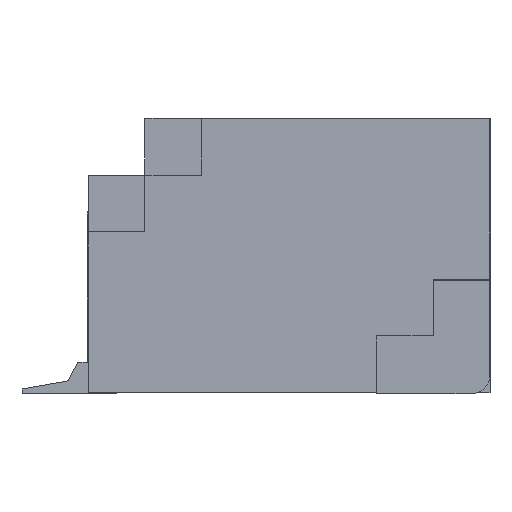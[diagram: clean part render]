
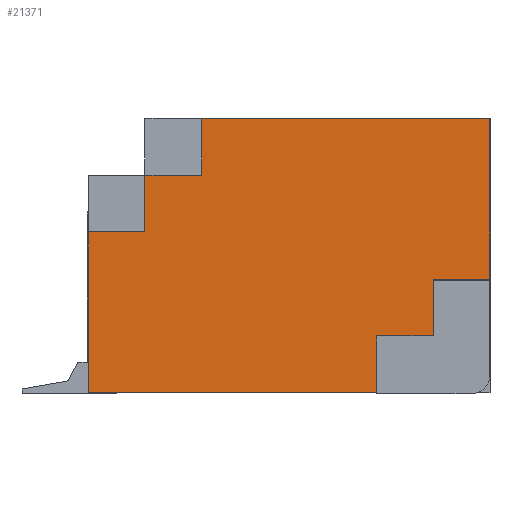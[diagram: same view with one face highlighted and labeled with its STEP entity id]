
A CAD part, left-side view. The second image highlights one B-rep face of the part: STEP entity #21371.
In plain terms, the highlighted planar face has unit normal (-1, 0, 0).
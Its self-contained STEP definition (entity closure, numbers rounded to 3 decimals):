
#338 = CARTESIAN_POINT ( 'NONE',  ( -1.5, -2.125, 1.2 ) ) ;
#388 = DIRECTION ( 'NONE',  ( 0., 0., -1. ) ) ;
#712 = VERTEX_POINT ( 'NONE', #19399 ) ;
#1142 = ORIENTED_EDGE ( 'NONE', *, *, #5605, .T. ) ;
#1683 = CARTESIAN_POINT ( 'NONE',  ( -1.5, 0.925, 2.3 ) ) ;
#2011 = CARTESIAN_POINT ( 'NONE',  ( -1.5, -2.125, 2.9 ) ) ;
#2082 = VECTOR ( 'NONE', #21298, 1000. ) ;
#2150 = CARTESIAN_POINT ( 'NONE',  ( -1.5, 2.125, 0. ) ) ;
#2513 = DIRECTION ( 'NONE',  ( 0., 0., 1. ) ) ;
#2651 = VERTEX_POINT ( 'NONE', #5999 ) ;
#2661 = ORIENTED_EDGE ( 'NONE', *, *, #18780, .F. ) ;
#3331 = LINE ( 'NONE', #10753, #17899 ) ;
#3628 = DIRECTION ( 'NONE',  ( 0., -1., 0. ) ) ;
#3744 = EDGE_CURVE ( 'NONE', #4315, #12332, #10317, .T. ) ;
#3933 = CARTESIAN_POINT ( 'NONE',  ( -1.5, 2.125, 2.9 ) ) ;
#4244 = ORIENTED_EDGE ( 'NONE', *, *, #11833, .F. ) ;
#4315 = VERTEX_POINT ( 'NONE', #24899 ) ;
#4662 = VERTEX_POINT ( 'NONE', #2011 ) ;
#4985 = VECTOR ( 'NONE', #23595, 1000. ) ;
#5334 = CARTESIAN_POINT ( 'NONE',  ( -1.5, -0.925, 0.6 ) ) ;
#5605 = EDGE_CURVE ( 'NONE', #18474, #5943, #11790, .T. ) ;
#5826 = LINE ( 'NONE', #13566, #2082 ) ;
#5943 = VERTEX_POINT ( 'NONE', #19108 ) ;
#5999 = CARTESIAN_POINT ( 'NONE',  ( -1.5, 0.925, 2.3 ) ) ;
#6037 = DIRECTION ( 'NONE',  ( 0., 1., 0. ) ) ;
#6111 = EDGE_CURVE ( 'NONE', #712, #18474, #11953, .T. ) ;
#6531 = AXIS2_PLACEMENT_3D ( 'NONE', #22048, #10534, #19764 ) ;
#6668 = EDGE_CURVE ( 'NONE', #12332, #18394, #7035, .T. ) ;
#7035 = LINE ( 'NONE', #14785, #11676 ) ;
#7380 = LINE ( 'NONE', #1683, #15364 ) ;
#7780 = ORIENTED_EDGE ( 'NONE', *, *, #14436, .F. ) ;
#8047 = ORIENTED_EDGE ( 'NONE', *, *, #6111, .T. ) ;
#8229 = EDGE_CURVE ( 'NONE', #10471, #4315, #17449, .T. ) ;
#8768 = ORIENTED_EDGE ( 'NONE', *, *, #8229, .F. ) ;
#9304 = DIRECTION ( 'NONE',  ( 0., -1., 0. ) ) ;
#9431 = DIRECTION ( 'NONE',  ( 0., 0., 1. ) ) ;
#9591 = CARTESIAN_POINT ( 'NONE',  ( -1.5, 2.125, 0. ) ) ;
#9635 = VECTOR ( 'NONE', #2513, 1000. ) ;
#10286 = VECTOR ( 'NONE', #19060, 1000. ) ;
#10317 = LINE ( 'NONE', #12319, #4985 ) ;
#10414 = FACE_OUTER_BOUND ( 'NONE', #10638, .T. ) ;
#10471 = VERTEX_POINT ( 'NONE', #338 ) ;
#10534 = DIRECTION ( 'NONE',  ( 1., 0., 0. ) ) ;
#10638 = EDGE_LOOP ( 'NONE', ( #2661, #21483, #13618, #4244, #15358, #8047, #1142, #7780, #12490, #17552, #8768, #15167 ) ) ;
#10753 = CARTESIAN_POINT ( 'NONE',  ( -1.5, 2.125, 1.7 ) ) ;
#10888 = DIRECTION ( 'NONE',  ( 0., 1., 0. ) ) ;
#11676 = VECTOR ( 'NONE', #10888, 1000. ) ;
#11779 = CARTESIAN_POINT ( 'NONE',  ( -1.5, 1.525, 1.7 ) ) ;
#11790 = LINE ( 'NONE', #2150, #19011 ) ;
#11833 = EDGE_CURVE ( 'NONE', #18105, #15953, #22814, .T. ) ;
#11953 = LINE ( 'NONE', #13128, #24316 ) ;
#12319 = CARTESIAN_POINT ( 'NONE',  ( -1.5, -1.525, 1.2 ) ) ;
#12332 = VERTEX_POINT ( 'NONE', #14790 ) ;
#12490 = ORIENTED_EDGE ( 'NONE', *, *, #6668, .F. ) ;
#13128 = CARTESIAN_POINT ( 'NONE',  ( -1.5, 2.125, 2.9 ) ) ;
#13144 = CARTESIAN_POINT ( 'NONE',  ( -1.5, 0.925, 2.9 ) ) ;
#13566 = CARTESIAN_POINT ( 'NONE',  ( -1.5, 1.525, 2.3 ) ) ;
#13618 = ORIENTED_EDGE ( 'NONE', *, *, #20640, .F. ) ;
#14323 = PLANE ( 'NONE',  #6531 ) ;
#14436 = EDGE_CURVE ( 'NONE', #18394, #5943, #19288, .T. ) ;
#14785 = CARTESIAN_POINT ( 'NONE',  ( -1.5, -1.525, 0.6 ) ) ;
#14790 = CARTESIAN_POINT ( 'NONE',  ( -1.5, -1.525, 0.6 ) ) ;
#15144 = CARTESIAN_POINT ( 'NONE',  ( -1.5, 1.525, 1.7 ) ) ;
#15167 = ORIENTED_EDGE ( 'NONE', *, *, #19780, .F. ) ;
#15358 = ORIENTED_EDGE ( 'NONE', *, *, #21895, .F. ) ;
#15364 = VECTOR ( 'NONE', #9431, 1000. ) ;
#15914 = VECTOR ( 'NONE', #388, 1000. ) ;
#15953 = VERTEX_POINT ( 'NONE', #19700 ) ;
#16064 = CARTESIAN_POINT ( 'NONE',  ( -1.5, -0.925, 0.6 ) ) ;
#16101 = LINE ( 'NONE', #19661, #15914 ) ;
#16772 = EDGE_CURVE ( 'NONE', #2651, #18444, #7380, .T. ) ;
#17449 = LINE ( 'NONE', #17701, #19862 ) ;
#17552 = ORIENTED_EDGE ( 'NONE', *, *, #3744, .F. ) ;
#17701 = CARTESIAN_POINT ( 'NONE',  ( -1.5, -2.125, 1.2 ) ) ;
#17899 = VECTOR ( 'NONE', #9304, 1000. ) ;
#18105 = VERTEX_POINT ( 'NONE', #15144 ) ;
#18394 = VERTEX_POINT ( 'NONE', #16064 ) ;
#18444 = VERTEX_POINT ( 'NONE', #13144 ) ;
#18474 = VERTEX_POINT ( 'NONE', #9591 ) ;
#18780 = EDGE_CURVE ( 'NONE', #18444, #4662, #19431, .T. ) ;
#19011 = VECTOR ( 'NONE', #3628, 1000. ) ;
#19027 = DIRECTION ( 'NONE',  ( 0., 0., -1. ) ) ;
#19060 = DIRECTION ( 'NONE',  ( 0., -1., 0. ) ) ;
#19108 = CARTESIAN_POINT ( 'NONE',  ( -1.5, -0.925, 0. ) ) ;
#19288 = LINE ( 'NONE', #5334, #19464 ) ;
#19399 = CARTESIAN_POINT ( 'NONE',  ( -1.5, 2.125, 1.7 ) ) ;
#19431 = LINE ( 'NONE', #3933, #10286 ) ;
#19464 = VECTOR ( 'NONE', #19027, 1000. ) ;
#19661 = CARTESIAN_POINT ( 'NONE',  ( -1.5, -2.125, 2.9 ) ) ;
#19700 = CARTESIAN_POINT ( 'NONE',  ( -1.5, 1.525, 2.3 ) ) ;
#19764 = DIRECTION ( 'NONE',  ( 0., 0., -1. ) ) ;
#19780 = EDGE_CURVE ( 'NONE', #4662, #10471, #16101, .T. ) ;
#19862 = VECTOR ( 'NONE', #6037, 1000. ) ;
#20640 = EDGE_CURVE ( 'NONE', #15953, #2651, #5826, .T. ) ;
#21298 = DIRECTION ( 'NONE',  ( 0., -1., 0. ) ) ;
#21371 = ADVANCED_FACE ( 'NONE', ( #10414 ), #14323, .F. ) ;
#21483 = ORIENTED_EDGE ( 'NONE', *, *, #16772, .F. ) ;
#21895 = EDGE_CURVE ( 'NONE', #712, #18105, #3331, .T. ) ;
#22048 = CARTESIAN_POINT ( 'NONE',  ( -1.5, 2.125, 2.9 ) ) ;
#22767 = DIRECTION ( 'NONE',  ( 0., 0., -1. ) ) ;
#22814 = LINE ( 'NONE', #11779, #9635 ) ;
#23595 = DIRECTION ( 'NONE',  ( 0., 0., -1. ) ) ;
#24316 = VECTOR ( 'NONE', #22767, 1000. ) ;
#24899 = CARTESIAN_POINT ( 'NONE',  ( -1.5, -1.525, 1.2 ) ) ;
